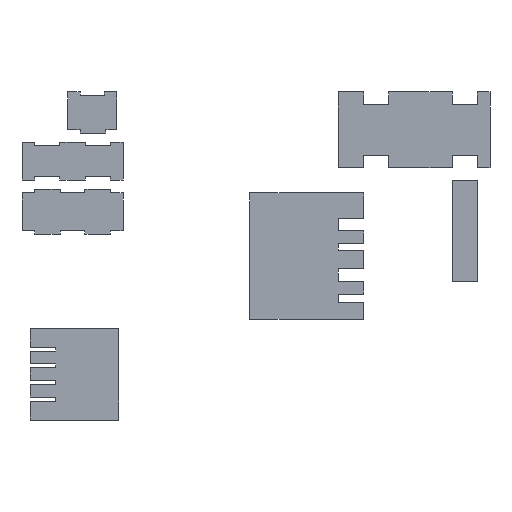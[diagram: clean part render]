
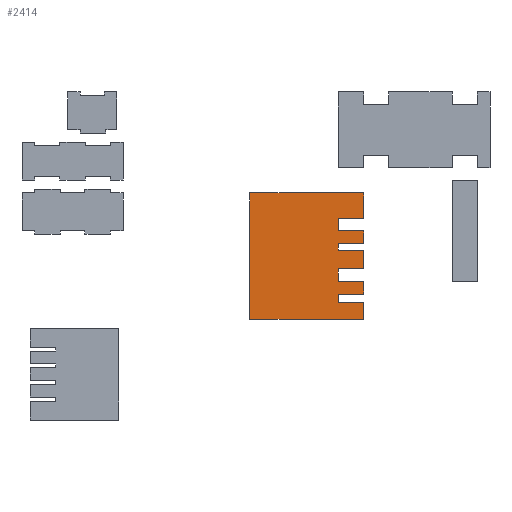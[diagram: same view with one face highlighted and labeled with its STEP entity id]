
A CAD part, front view. The second image highlights one B-rep face of the part: STEP entity #2414.
In plain terms, the highlighted planar face has unit normal (0, -1, 0).
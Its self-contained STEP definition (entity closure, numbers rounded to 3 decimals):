
#52=FACE_OUTER_BOUND('',#182,.T.);
#182=EDGE_LOOP('',(#1695,#1696,#1697,#1698,#1699,#1700,#1701,#1702,#1703,
#1704,#1705,#1706,#1707,#1708,#1709,#1710,#1711,#1712,#1713,#1714));
#348=LINE('',#3407,#696);
#354=LINE('',#3419,#702);
#355=LINE('',#3421,#703);
#357=LINE('',#3425,#705);
#358=LINE('',#3427,#706);
#359=LINE('',#3429,#707);
#360=LINE('',#3431,#708);
#361=LINE('',#3433,#709);
#362=LINE('',#3435,#710);
#363=LINE('',#3437,#711);
#364=LINE('',#3439,#712);
#365=LINE('',#3441,#713);
#366=LINE('',#3443,#714);
#367=LINE('',#3445,#715);
#368=LINE('',#3447,#716);
#369=LINE('',#3449,#717);
#370=LINE('',#3451,#718);
#371=LINE('',#3453,#719);
#372=LINE('',#3455,#720);
#373=LINE('',#3456,#721);
#696=VECTOR('',#2778,10.);
#702=VECTOR('',#2786,10.);
#703=VECTOR('',#2789,10.);
#705=VECTOR('',#2793,10.);
#706=VECTOR('',#2794,10.);
#707=VECTOR('',#2795,10.);
#708=VECTOR('',#2796,10.);
#709=VECTOR('',#2797,10.);
#710=VECTOR('',#2798,10.);
#711=VECTOR('',#2799,10.);
#712=VECTOR('',#2800,10.);
#713=VECTOR('',#2801,10.);
#714=VECTOR('',#2802,10.);
#715=VECTOR('',#2803,10.);
#716=VECTOR('',#2804,10.);
#717=VECTOR('',#2805,10.);
#718=VECTOR('',#2806,10.);
#719=VECTOR('',#2807,10.);
#720=VECTOR('',#2808,10.);
#721=VECTOR('',#2809,10.);
#1023=VERTEX_POINT('',#3403);
#1025=VERTEX_POINT('',#3406);
#1028=VERTEX_POINT('',#3413);
#1030=VERTEX_POINT('',#3417);
#1031=VERTEX_POINT('',#3424);
#1032=VERTEX_POINT('',#3426);
#1033=VERTEX_POINT('',#3428);
#1034=VERTEX_POINT('',#3430);
#1035=VERTEX_POINT('',#3432);
#1036=VERTEX_POINT('',#3434);
#1037=VERTEX_POINT('',#3436);
#1038=VERTEX_POINT('',#3438);
#1039=VERTEX_POINT('',#3440);
#1040=VERTEX_POINT('',#3442);
#1041=VERTEX_POINT('',#3444);
#1042=VERTEX_POINT('',#3446);
#1043=VERTEX_POINT('',#3448);
#1044=VERTEX_POINT('',#3450);
#1045=VERTEX_POINT('',#3452);
#1046=VERTEX_POINT('',#3454);
#1276=EDGE_CURVE('',#1025,#1023,#348,.T.);
#1282=EDGE_CURVE('',#1028,#1030,#354,.T.);
#1283=EDGE_CURVE('',#1030,#1025,#355,.T.);
#1285=EDGE_CURVE('',#1023,#1031,#357,.T.);
#1286=EDGE_CURVE('',#1031,#1032,#358,.T.);
#1287=EDGE_CURVE('',#1032,#1033,#359,.T.);
#1288=EDGE_CURVE('',#1033,#1034,#360,.T.);
#1289=EDGE_CURVE('',#1034,#1035,#361,.T.);
#1290=EDGE_CURVE('',#1035,#1036,#362,.T.);
#1291=EDGE_CURVE('',#1036,#1037,#363,.T.);
#1292=EDGE_CURVE('',#1037,#1038,#364,.T.);
#1293=EDGE_CURVE('',#1038,#1039,#365,.T.);
#1294=EDGE_CURVE('',#1039,#1040,#366,.T.);
#1295=EDGE_CURVE('',#1040,#1041,#367,.T.);
#1296=EDGE_CURVE('',#1041,#1042,#368,.T.);
#1297=EDGE_CURVE('',#1042,#1043,#369,.T.);
#1298=EDGE_CURVE('',#1043,#1044,#370,.T.);
#1299=EDGE_CURVE('',#1044,#1045,#371,.T.);
#1300=EDGE_CURVE('',#1045,#1046,#372,.T.);
#1301=EDGE_CURVE('',#1046,#1028,#373,.T.);
#1695=ORIENTED_EDGE('',*,*,#1282,.T.);
#1696=ORIENTED_EDGE('',*,*,#1283,.T.);
#1697=ORIENTED_EDGE('',*,*,#1276,.T.);
#1698=ORIENTED_EDGE('',*,*,#1285,.T.);
#1699=ORIENTED_EDGE('',*,*,#1286,.T.);
#1700=ORIENTED_EDGE('',*,*,#1287,.T.);
#1701=ORIENTED_EDGE('',*,*,#1288,.T.);
#1702=ORIENTED_EDGE('',*,*,#1289,.T.);
#1703=ORIENTED_EDGE('',*,*,#1290,.T.);
#1704=ORIENTED_EDGE('',*,*,#1291,.T.);
#1705=ORIENTED_EDGE('',*,*,#1292,.T.);
#1706=ORIENTED_EDGE('',*,*,#1293,.T.);
#1707=ORIENTED_EDGE('',*,*,#1294,.T.);
#1708=ORIENTED_EDGE('',*,*,#1295,.T.);
#1709=ORIENTED_EDGE('',*,*,#1296,.T.);
#1710=ORIENTED_EDGE('',*,*,#1297,.T.);
#1711=ORIENTED_EDGE('',*,*,#1298,.T.);
#1712=ORIENTED_EDGE('',*,*,#1299,.T.);
#1713=ORIENTED_EDGE('',*,*,#1300,.T.);
#1714=ORIENTED_EDGE('',*,*,#1301,.T.);
#2284=PLANE('',#2564);
#2414=ADVANCED_FACE('',(#52),#2284,.F.);
#2564=AXIS2_PLACEMENT_3D('',#3423,#2791,#2792);
#2778=DIRECTION('',(1.,0.,0.));
#2786=DIRECTION('',(-1.,0.,0.));
#2789=DIRECTION('',(0.,0.,1.));
#2791=DIRECTION('center_axis',(0.,1.,0.));
#2792=DIRECTION('ref_axis',(0.,0.,1.));
#2793=DIRECTION('',(0.,0.,1.));
#2794=DIRECTION('',(-1.,0.,0.));
#2795=DIRECTION('',(0.,0.,1.));
#2796=DIRECTION('',(1.,0.,0.));
#2797=DIRECTION('',(0.,0.,1.));
#2798=DIRECTION('',(-1.,0.,0.));
#2799=DIRECTION('',(0.,0.,1.));
#2800=DIRECTION('',(1.,0.,0.));
#2801=DIRECTION('',(0.,0.,1.));
#2802=DIRECTION('',(-1.,0.,0.));
#2803=DIRECTION('',(0.,0.,1.));
#2804=DIRECTION('',(1.,0.,0.));
#2805=DIRECTION('',(0.,0.,1.));
#2806=DIRECTION('',(-1.,0.,0.));
#2807=DIRECTION('',(0.,0.,-1.));
#2808=DIRECTION('',(1.,0.,0.));
#2809=DIRECTION('',(0.,0.,1.));
#3403=CARTESIAN_POINT('',(50.,0.,-20.));
#3406=CARTESIAN_POINT('',(30.,0.,-20.));
#3407=CARTESIAN_POINT('',(23.496,0.,-20.));
#3413=CARTESIAN_POINT('',(50.,0.,-26.548));
#3417=CARTESIAN_POINT('',(30.,0.,-26.548));
#3419=CARTESIAN_POINT('',(23.496,0.,-26.548));
#3421=CARTESIAN_POINT('',(30.,0.,-6.637));
#3423=CARTESIAN_POINT('Origin',(5.,0.,10.));
#3424=CARTESIAN_POINT('',(50.,0.,-10.));
#3425=CARTESIAN_POINT('',(50.,0.,10.));
#3426=CARTESIAN_POINT('',(30.,0.,-10.));
#3427=CARTESIAN_POINT('',(22.5,0.,-10.));
#3428=CARTESIAN_POINT('',(30.,0.,0.));
#3429=CARTESIAN_POINT('',(30.,0.,2.5));
#3430=CARTESIAN_POINT('',(50.,0.,0.));
#3431=CARTESIAN_POINT('',(22.5,0.,0.));
#3432=CARTESIAN_POINT('',(50.,0.,14.782));
#3433=CARTESIAN_POINT('',(50.,0.,10.));
#3434=CARTESIAN_POINT('',(30.,0.,14.782));
#3435=CARTESIAN_POINT('',(22.5,0.,14.782));
#3436=CARTESIAN_POINT('',(30.,0.,20.));
#3437=CARTESIAN_POINT('',(30.,0.,13.696));
#3438=CARTESIAN_POINT('',(50.,0.,20.));
#3439=CARTESIAN_POINT('',(22.5,0.,20.));
#3440=CARTESIAN_POINT('',(50.,0.,30.));
#3441=CARTESIAN_POINT('',(50.,0.,10.));
#3442=CARTESIAN_POINT('',(30.,0.,30.));
#3443=CARTESIAN_POINT('',(22.5,0.,30.));
#3444=CARTESIAN_POINT('',(30.,0.,40.));
#3445=CARTESIAN_POINT('',(30.,0.,22.5));
#3446=CARTESIAN_POINT('',(50.,0.,40.));
#3447=CARTESIAN_POINT('',(22.5,0.,40.));
#3448=CARTESIAN_POINT('',(50.,0.,60.));
#3449=CARTESIAN_POINT('',(50.,0.,10.));
#3450=CARTESIAN_POINT('',(-40.,0.,60.));
#3451=CARTESIAN_POINT('',(5.,0.,60.));
#3452=CARTESIAN_POINT('',(-40.,0.,-40.));
#3453=CARTESIAN_POINT('',(-40.,0.,10.));
#3454=CARTESIAN_POINT('',(50.,0.,-40.));
#3455=CARTESIAN_POINT('',(5.,0.,-40.));
#3456=CARTESIAN_POINT('',(50.,0.,10.));
